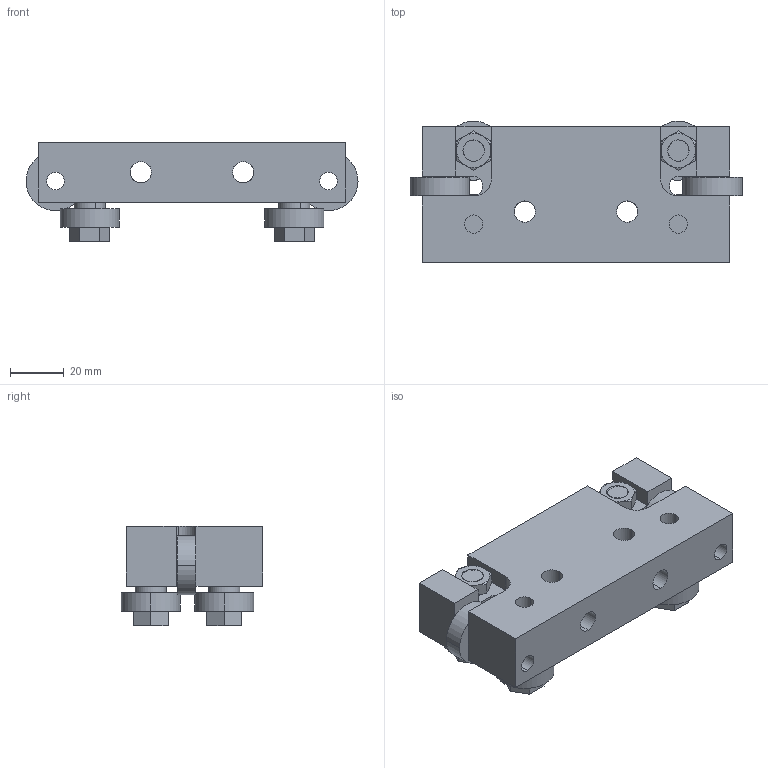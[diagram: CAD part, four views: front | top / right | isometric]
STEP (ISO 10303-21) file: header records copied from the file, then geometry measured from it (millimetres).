
FILE_DESCRIPTION (( 'STEP AP214' ), '1' );
FILE_NAME ('CRP101-00.STEP', '2018-07-05T19:59:35', ( '' ), ( '' ), 'SwSTEP 2.0', 'SolidWorks 2017', '' );
FILE_SCHEMA (( 'AUTOMOTIVE_DESIGN' ));
Length unit declared in the file: inch
Products named in the file (8): SS-250-20-250_92313A533; 0.3125in Jam Nut_93839A030; CRP101-00; CRP101-01_BOM; 608ZZ; HC-M8-30_91280A538; HC-M8-20_91280A538; 95610A180 M8 Washer
Assembly tree (19 placements, depth 2):
  CRP101-00
    608ZZ  x6
    95610A180 M8 Washer  x4
    CRP101-01_BOM
    0.3125in Jam Nut_93839A030  x2
    HC-M8-30_91280A538  x2
    HC-M8-20_91280A538  x2
    SS-250-20-250_92313A533  x2
Bounding box: 123.6 x 52.75 x 36.89 mm (x, y, z)
Volume: 127882.6 mm3; surface area: 41430.4 mm2
Topology: 19 solids, 19 shells, 358 faces, 808 edges, 484 vertices
Faces by surface type: cylinder 134, plane 126, cone 98
Entity records: 7295 total; most frequent: CARTESIAN_POINT 1870, DIRECTION 1009, ORIENTED_EDGE 954, EDGE_CURVE 477, AXIS2_PLACEMENT_3D 387, VERTEX_POINT 290, EDGE_LOOP 241, VECTOR 235
